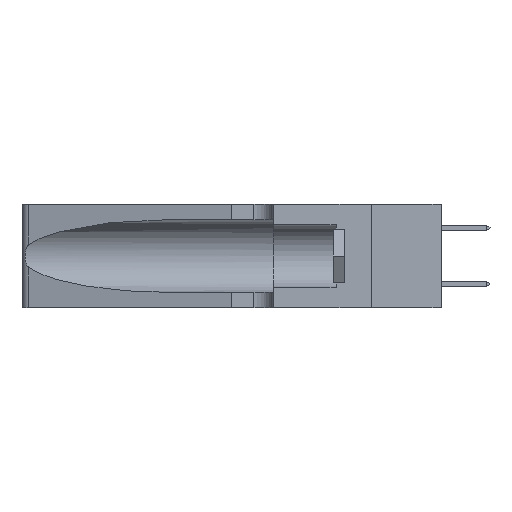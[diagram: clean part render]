
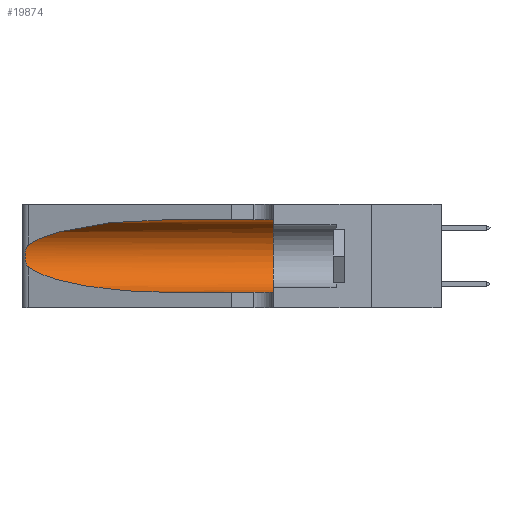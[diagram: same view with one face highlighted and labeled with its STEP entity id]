
A CAD part, left-side view. The second image highlights one B-rep face of the part: STEP entity #19874.
In plain terms, the highlighted cylindrical face has radius 3.308 mm (diameter 6.617 mm), a partial arc.
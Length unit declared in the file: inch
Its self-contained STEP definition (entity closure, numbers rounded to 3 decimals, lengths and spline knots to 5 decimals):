
#92 = CARTESIAN_POINT ( 'NONE',  ( 0.1305, 1.61858, 0.31525 ) ) ;
#111 = CARTESIAN_POINT ( 'NONE',  ( 0.18966, 0.96281, 0.31525 ) ) ;
#507 = VERTEX_POINT ( 'NONE', #6391 ) ;
#674 = VECTOR ( 'NONE', #4549, 39.37008 ) ;
#861 = CARTESIAN_POINT ( 'NONE',  ( 0.25487, 1.22718, 0.14631 ) ) ;
#999 = CARTESIAN_POINT ( 'NONE',  ( 0.1305, 0.72297, 0.05475 ) ) ;
#1340 = EDGE_CURVE ( 'NONE', #1827, #18964, #11633, .T. ) ;
#1425 = VECTOR ( 'NONE', #11760, 39.37008 ) ;
#1580 = CARTESIAN_POINT ( 'NONE',  ( 0.25487, 1.22718, 0.14631 ) ) ;
#1624 = ORIENTED_EDGE ( 'NONE', *, *, #11768, .F. ) ;
#1827 = VERTEX_POINT ( 'NONE', #17839 ) ;
#1966 = LINE ( 'NONE', #92, #1425 ) ;
#2561 = ORIENTED_EDGE ( 'NONE', *, *, #19921, .F. ) ;
#3091 = EDGE_CURVE ( 'NONE', #15446, #20170, #10320, .T. ) ;
#4288 = CARTESIAN_POINT ( 'NONE',  ( 0.2373, 1.15595, 0.08982 ) ) ;
#4549 = DIRECTION ( 'NONE',  ( 0., -1., 0. ) ) ;
#5239 = DIRECTION ( 'NONE',  ( 0., -1., 0. ) ) ;
#5244 = EDGE_LOOP ( 'NONE', ( #14016, #6603, #6269, #11663, #1624, #2561 ) ) ;
#5347 = CARTESIAN_POINT ( 'NONE',  ( 0.25487, 1.22718, 0.22369 ) ) ;
#5403 = CARTESIAN_POINT ( 'NONE',  ( 0.1305, 0.72297, 0.31525 ) ) ;
#5465 = CARTESIAN_POINT ( 'NONE',  ( 0.2373, 1.15595, 0.28018 ) ) ;
#5489 = DIRECTION ( 'NONE',  ( 0., 1., 0. ) ) ;
#5573 = CARTESIAN_POINT ( 'NONE',  ( 0.1305, 0.35, 0.185 ) ) ;
#5834 = AXIS2_PLACEMENT_3D ( 'NONE', #13623, #5239, #13476 ) ;
#6269 = ORIENTED_EDGE ( 'NONE', *, *, #3091, .T. ) ;
#6278 = CARTESIAN_POINT ( 'NONE',  ( 0.26075, 1.23896, 0.178 ) ) ;
#6391 = CARTESIAN_POINT ( 'NONE',  ( 0.1305, 0.35, 0.05475 ) ) ;
#6569 = CARTESIAN_POINT ( 'NONE',  ( 0.1305, 0.35, 0.31525 ) ) ;
#6603 = ORIENTED_EDGE ( 'NONE', *, *, #13952, .T. ) ;
#6999 = CARTESIAN_POINT ( 'NONE',  ( 0.25555, 1.22994, 0.2215 ) ) ;
#7279 = CARTESIAN_POINT ( 'NONE',  ( 0.18966, 0.96281, 0.05475 ) ) ;
#7368 = CARTESIAN_POINT ( 'NONE',  ( 0.26018, 1.23835, 0.19895 ) ) ;
#7443 = CARTESIAN_POINT ( 'NONE',  ( 0.26075, 1.23896, 0.19203 ) ) ;
#7928 = CYLINDRICAL_SURFACE ( 'NONE', #5834, 0.13025 ) ;
#8015 = CARTESIAN_POINT ( 'NONE',  ( 0.26017, 1.23833, 0.17102 ) ) ;
#8509 = LINE ( 'NONE', #19513, #674 ) ;
#8827 = DIRECTION ( 'NONE',  ( 0., 0., 1. ) ) ;
#8966 = FACE_OUTER_BOUND ( 'NONE', #5244, .T. ) ;
#9580 = EDGE_CURVE ( 'NONE', #20170, #507, #8509, .T. ) ;
#10320 =( BOUNDED_CURVE ( )  B_SPLINE_CURVE ( 3, ( #861, #4288, #7279, #10627 ),
 .UNSPECIFIED., .F., .T. ) 
 B_SPLINE_CURVE_WITH_KNOTS ( ( 4, 4 ),
 ( 3.44316, 4.71239 ),
 .UNSPECIFIED. ) 
 CURVE ( )  GEOMETRIC_REPRESENTATION_ITEM ( )  RATIONAL_B_SPLINE_CURVE ( ( 1., 0.87, 0.87, 1. ) ) 
 REPRESENTATION_ITEM ( '' )  );
#10622 = CARTESIAN_POINT ( 'NONE',  ( 0.25789, 1.23486, 0.15765 ) ) ;
#10627 = CARTESIAN_POINT ( 'NONE',  ( 0.1305, 0.72297, 0.05475 ) ) ;
#11513 = CARTESIAN_POINT ( 'NONE',  ( 0.25555, 1.22993, 0.14849 ) ) ;
#11617 = CARTESIAN_POINT ( 'NONE',  ( 0.25639, 1.23186, 0.15144 ) ) ;
#11633 =( BOUNDED_CURVE ( )  B_SPLINE_CURVE ( 3, ( #5403, #111, #5465, #17065 ),
 .UNSPECIFIED., .F., .T. ) 
 B_SPLINE_CURVE_WITH_KNOTS ( ( 4, 4 ),
 ( 1.5708, 2.84003 ),
 .UNSPECIFIED. ) 
 CURVE ( )  GEOMETRIC_REPRESENTATION_ITEM ( )  RATIONAL_B_SPLINE_CURVE ( ( 1., 0.87, 0.87, 1. ) ) 
 REPRESENTATION_ITEM ( '' )  );
#11663 = ORIENTED_EDGE ( 'NONE', *, *, #9580, .T. ) ;
#11760 = DIRECTION ( 'NONE',  ( 0., -1., 0. ) ) ;
#11768 = EDGE_CURVE ( 'NONE', #16529, #507, #15659, .T. ) ;
#11865 = CARTESIAN_POINT ( 'NONE',  ( 0.25487, 1.22718, 0.14631 ) ) ;
#12507 = AXIS2_PLACEMENT_3D ( 'NONE', #5573, #5489, #8827 ) ;
#13074 = CARTESIAN_POINT ( 'NONE',  ( 0.25856, 1.23593, 0.16098 ) ) ;
#13476 = DIRECTION ( 'NONE',  ( 0., 0., -1. ) ) ;
#13623 = CARTESIAN_POINT ( 'NONE',  ( 0.1305, 1.61858, 0.185 ) ) ;
#13865 = B_SPLINE_CURVE_WITH_KNOTS ( 'NONE', 3,
 ( #5347, #6999, #18614, #18898, #17307, #7368, #7443, #6278, #8015, #13074, #10622, #11617, #11513, #1580 ),
 .UNSPECIFIED., .F., .F.,
 ( 4, 2, 2, 2, 2, 2, 4 ),
 ( 0., 0.00027, 0.00053, 0.00107, 0.0016, 0.00187, 0.00214 ),
 .UNSPECIFIED. ) ;
#13952 = EDGE_CURVE ( 'NONE', #18964, #15446, #13865, .T. ) ;
#14016 = ORIENTED_EDGE ( 'NONE', *, *, #1340, .T. ) ;
#14922 = CARTESIAN_POINT ( 'NONE',  ( 0.25487, 1.22718, 0.22369 ) ) ;
#15446 = VERTEX_POINT ( 'NONE', #11865 ) ;
#15659 = CIRCLE ( 'NONE', #12507, 0.13025 ) ;
#16529 = VERTEX_POINT ( 'NONE', #6569 ) ;
#17065 = CARTESIAN_POINT ( 'NONE',  ( 0.25487, 1.22718, 0.22369 ) ) ;
#17307 = CARTESIAN_POINT ( 'NONE',  ( 0.25854, 1.2359, 0.20912 ) ) ;
#17839 = CARTESIAN_POINT ( 'NONE',  ( 0.1305, 0.72297, 0.31525 ) ) ;
#18614 = CARTESIAN_POINT ( 'NONE',  ( 0.25639, 1.23184, 0.21858 ) ) ;
#18898 = CARTESIAN_POINT ( 'NONE',  ( 0.25787, 1.23484, 0.2124 ) ) ;
#18964 = VERTEX_POINT ( 'NONE', #14922 ) ;
#19513 = CARTESIAN_POINT ( 'NONE',  ( 0.1305, 1.61858, 0.05475 ) ) ;
#19874 = ADVANCED_FACE ( 'NONE', ( #8966 ), #7928, .F. ) ;
#19921 = EDGE_CURVE ( 'NONE', #1827, #16529, #1966, .T. ) ;
#20170 = VERTEX_POINT ( 'NONE', #999 ) ;
